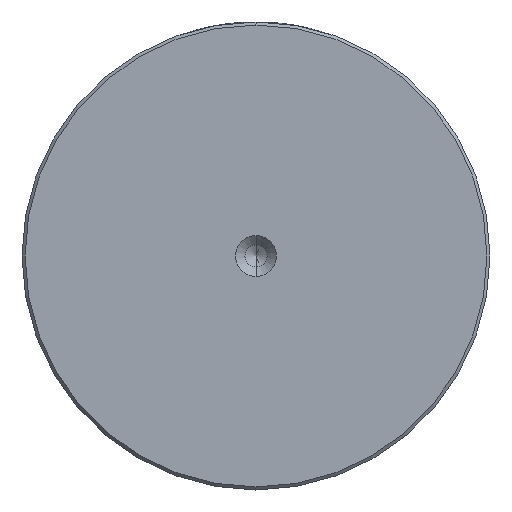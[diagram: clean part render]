
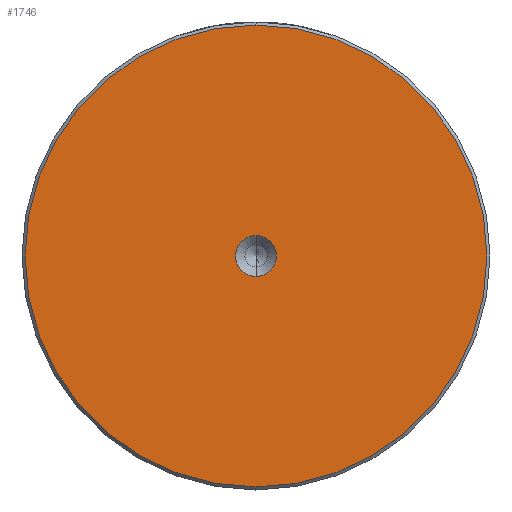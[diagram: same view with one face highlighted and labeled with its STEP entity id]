
A CAD part, left-side view. The second image highlights one B-rep face of the part: STEP entity #1746.
In plain terms, the highlighted planar face has unit normal (-1, 0, 0).
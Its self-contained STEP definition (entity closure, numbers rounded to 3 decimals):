
#161 = FACE_OUTER_BOUND ( 'NONE', #503, .T. ) ;
#166 = CARTESIAN_POINT ( 'NONE',  ( 0., 0., 3.3 ) ) ;
#190 = DIRECTION ( 'NONE',  ( -1., 0., 0. ) ) ;
#257 = CARTESIAN_POINT ( 'NONE',  ( 0., 0., 0. ) ) ;
#340 = AXIS2_PLACEMENT_3D ( 'NONE', #257, #1843, #483 ) ;
#483 = DIRECTION ( 'NONE',  ( 0., 0., 1. ) ) ;
#503 = EDGE_LOOP ( 'NONE', ( #2197, #1416 ) ) ;
#687 = CARTESIAN_POINT ( 'NONE',  ( 0., 0., -37.5 ) ) ;
#744 = FACE_BOUND ( 'NONE', #1567, .T. ) ;
#827 = DIRECTION ( 'NONE',  ( -1., 0., 0. ) ) ;
#837 = DIRECTION ( 'NONE',  ( -1., 0., 0. ) ) ;
#952 = AXIS2_PLACEMENT_3D ( 'NONE', #1531, #190, #1767 ) ;
#1022 = EDGE_CURVE ( 'NONE', #2193, #2108, #2419, .T. ) ;
#1028 = EDGE_CURVE ( 'NONE', #1389, #1455, #1351, .T. ) ;
#1129 = CIRCLE ( 'NONE', #952, 37.5 ) ;
#1265 = DIRECTION ( 'NONE',  ( 0., 0., 1. ) ) ;
#1298 = CARTESIAN_POINT ( 'NONE',  ( 0., 0., 0. ) ) ;
#1351 = CIRCLE ( 'NONE', #1686, 37.5 ) ;
#1365 = CARTESIAN_POINT ( 'NONE',  ( 0., 0., 37.5 ) ) ;
#1389 = VERTEX_POINT ( 'NONE', #1365 ) ;
#1416 = ORIENTED_EDGE ( 'NONE', *, *, #1028, .T. ) ;
#1455 = VERTEX_POINT ( 'NONE', #687 ) ;
#1510 = ORIENTED_EDGE ( 'NONE', *, *, #2845, .F. ) ;
#1531 = CARTESIAN_POINT ( 'NONE',  ( 0., 0., 0. ) ) ;
#1534 = AXIS2_PLACEMENT_3D ( 'NONE', #2206, #827, #2438 ) ;
#1567 = EDGE_LOOP ( 'NONE', ( #1901, #1510 ) ) ;
#1600 = AXIS2_PLACEMENT_3D ( 'NONE', #2212, #837, #2442 ) ;
#1666 = CARTESIAN_POINT ( 'NONE',  ( 0., 0., -3.3 ) ) ;
#1686 = AXIS2_PLACEMENT_3D ( 'NONE', #1298, #2872, #1265 ) ;
#1746 = ADVANCED_FACE ( 'NONE', ( #161, #744 ), #2738, .T. ) ;
#1767 = DIRECTION ( 'NONE',  ( 0., 0., 1. ) ) ;
#1843 = DIRECTION ( 'NONE',  ( -1., 0., 0. ) ) ;
#1901 = ORIENTED_EDGE ( 'NONE', *, *, #1022, .F. ) ;
#2108 = VERTEX_POINT ( 'NONE', #1666 ) ;
#2193 = VERTEX_POINT ( 'NONE', #166 ) ;
#2197 = ORIENTED_EDGE ( 'NONE', *, *, #2316, .T. ) ;
#2206 = CARTESIAN_POINT ( 'NONE',  ( 0., 0., 0. ) ) ;
#2212 = CARTESIAN_POINT ( 'NONE',  ( 0., 0., 0. ) ) ;
#2316 = EDGE_CURVE ( 'NONE', #1455, #1389, #1129, .T. ) ;
#2419 = CIRCLE ( 'NONE', #1534, 3.3 ) ;
#2438 = DIRECTION ( 'NONE',  ( 0., 0., 1. ) ) ;
#2442 = DIRECTION ( 'NONE',  ( 0., 0., 1. ) ) ;
#2549 = CIRCLE ( 'NONE', #1600, 3.3 ) ;
#2738 = PLANE ( 'NONE',  #340 ) ;
#2845 = EDGE_CURVE ( 'NONE', #2108, #2193, #2549, .T. ) ;
#2872 = DIRECTION ( 'NONE',  ( -1., 0., 0. ) ) ;
